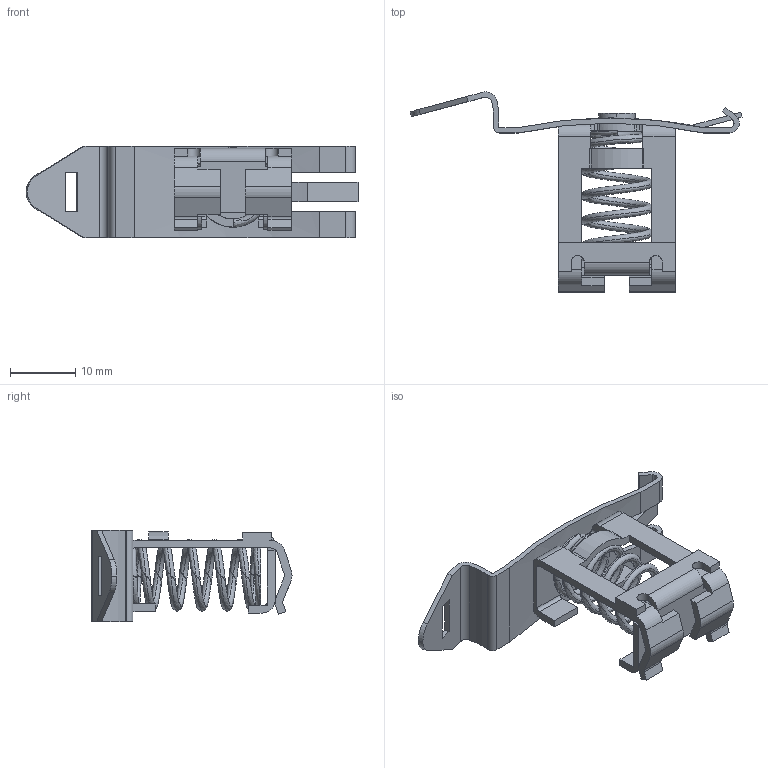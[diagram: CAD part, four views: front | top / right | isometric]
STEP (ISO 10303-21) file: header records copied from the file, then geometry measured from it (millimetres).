
FILE_DESCRIPTION(/* description */ (''),/* implementation_level */ '2;1');
FILE_NAME(/* name */ '17038.0 – SAB8-MF-35.stp',/* time_stamp */ '2018-01-24T07:51:36+01:00',/* author */ (''),/* organization */ (''),/* preprocessor_version */ 'ST-DEVELOPER v16',/* originating_system */ 'SIEMENS PLM Software NX 10.0',/* authorisation */ '');
FILE_SCHEMA (('AP203_CONFIGURATION_CONTROLLED_3D_DESIGN_OF_MECHANICAL_PARTS_AND_ASSEMBLIES_MIM_LF { 1 0 10303 403 2 1 2}'));
Products named in the file (1): scho2728A1F61rgl
Bounding box: 51.03 x 30.75 x 14 mm (x, y, z)
Volume: 1710.1 mm3; surface area: 4023.7 mm2
Topology: 1 solids, 1 shells, 217 faces, 650 edges, 429 vertices
Faces by surface type: plane 118, cylinder 64, bspline 35
Full cylindrical faces by diameter (mm): 3.3 x1
Entity records: 112110 total; most frequent: CARTESIAN_POINT 106453, ORIENTED_EDGE 1298, DIRECTION 983, EDGE_CURVE 649, VERTEX_POINT 429, LINE 351, VECTOR 351, AXIS2_PLACEMENT_3D 316
